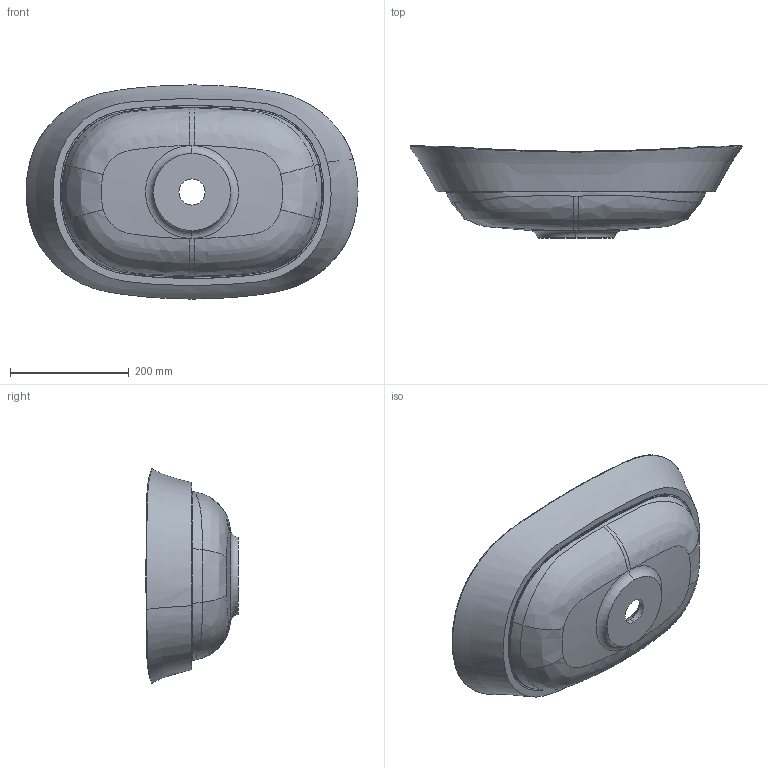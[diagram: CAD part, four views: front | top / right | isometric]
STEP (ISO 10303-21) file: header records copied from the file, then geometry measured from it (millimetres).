
FILE_DESCRIPTION (( 'STEP AP203' ), '1' );
FILE_NAME ('6301500610.STEP', '2020-12-16T22:41:06', ( '' ), ( '' ), 'SwSTEP 2.0', 'SolidWorks 2019', '' );
FILE_SCHEMA (( 'CONFIG_CONTROL_DESIGN' ));
Length unit declared in the file: millimetre
Products named in the file (1): 6301500610
Bounding box: 559.86 x 155.19 x 360.93 mm (x, y, z)
Volume: 4208855.3 mm3; surface area: 525769.1 mm2
Topology: 1 solids, 1 shells, 90 faces, 216 edges, 128 vertices
Faces by surface type: bspline 76, cone 6, torus 4, cylinder 2, plane 2
Entity records: 84959 total; most frequent: CARTESIAN_POINT 83333, ORIENTED_EDGE 432, EDGE_CURVE 216, B_SPLINE_CURVE_WITH_KNOTS 148, DIRECTION 144, VERTEX_POINT 128, EDGE_LOOP 92, FACE_OUTER_BOUND 90
